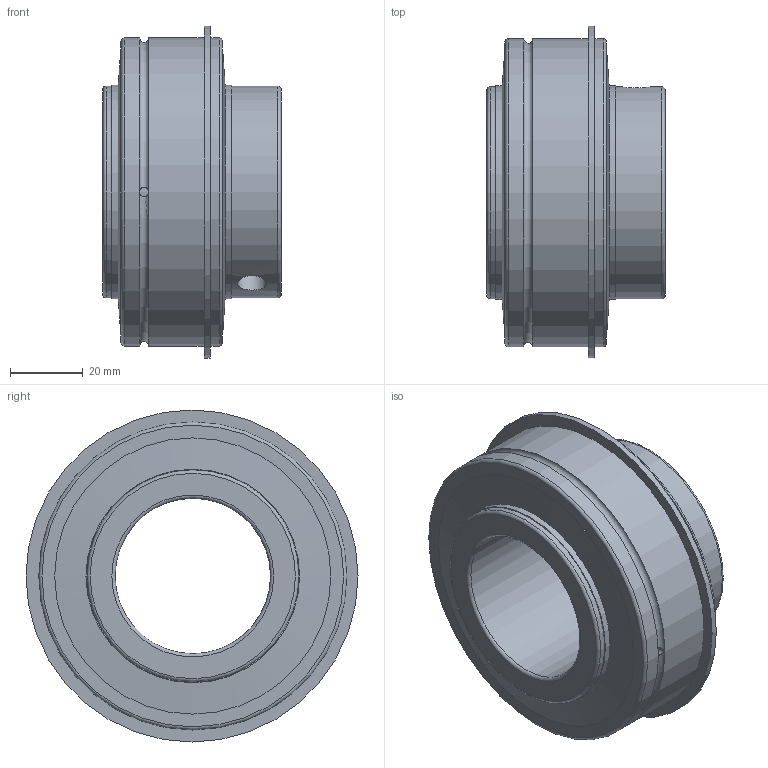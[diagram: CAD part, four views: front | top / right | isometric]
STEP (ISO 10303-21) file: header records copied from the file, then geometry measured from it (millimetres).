
FILE_DESCRIPTION(/* description */ ('Alibre Inc.'),/* implementation_level */ '2;1');
FILE_NAME(/* name */ 'export0',/* time_stamp */ '2018-06-22T10:46:15-07:00',/* author */ (''),/* organization */ (''),/* preprocessor_version */ 'ST-DEVELOPER v14',/* originating_system */ 'Alibre',/* authorisation */ '');
FILE_SCHEMA (('AUTOMOTIVE_DESIGN'));
Length unit declared in the file: centimetre
Bounding box: 49.2 x 91.59 x 91.59 mm (x, y, z)
Volume: 99670.6 mm3; surface area: 52874.2 mm2
Topology: 19 solids, 19 shells, 59 faces, 143 edges, 89 vertices
Faces by surface type: cylinder 21, sphere 14, torus 10, plane 10, cone 4
Full cylindrical faces by diameter (mm): 2.54 x2, 7.938 x2, 42.862 x1, 58.42 x4, 58.928 x2, 76.2 x4, 81.585 x2, 85 x3, 91.592 x1
Entity records: 1568 total; most frequent: CARTESIAN_POINT 540, DIRECTION 182, ORIENTED_EDGE 108, FACE_BOUND 108, AXIS2_PLACEMENT_3D 100, EDGE_LOOP 94, VERTEX_POINT 64, ADVANCED_FACE 59
